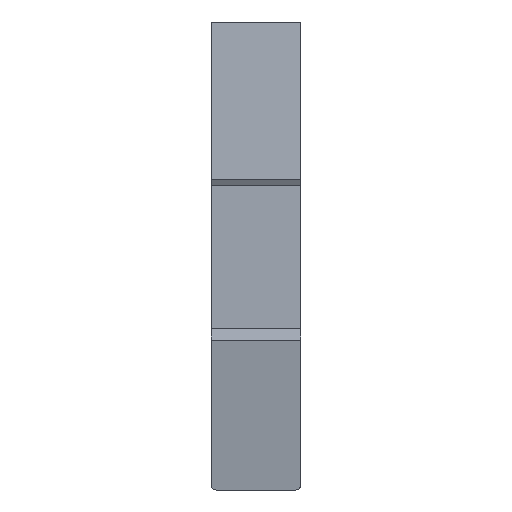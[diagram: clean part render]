
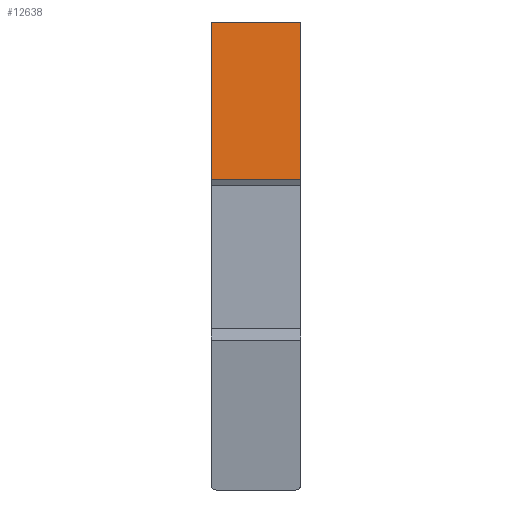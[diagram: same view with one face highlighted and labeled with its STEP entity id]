
A CAD part, front view. The second image highlights one B-rep face of the part: STEP entity #12638.
In plain terms, the highlighted planar face has unit normal (0, -0.997, 0.072).
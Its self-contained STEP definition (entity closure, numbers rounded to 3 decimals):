
#1612 = EDGE_LOOP ( 'NONE', ( #10773, #20176, #30318, #45419 ) ) ;
#2098 = LINE ( 'NONE', #46388, #3278 ) ;
#2759 = LINE ( 'NONE', #21002, #28508 ) ;
#3048 = CARTESIAN_POINT ( 'NONE',  ( 17.5, -34.5, 47.283 ) ) ;
#3278 = VECTOR ( 'NONE', #23677, 1000. ) ;
#3821 = CARTESIAN_POINT ( 'NONE',  ( 17.5, -36.7, 16.64 ) ) ;
#4884 = EDGE_CURVE ( 'NONE', #35180, #5465, #2098, .T. ) ;
#5465 = VERTEX_POINT ( 'NONE', #3821 ) ;
#5664 = AXIS2_PLACEMENT_3D ( 'NONE', #38245, #20364, #20125 ) ;
#5687 = VERTEX_POINT ( 'NONE', #3048 ) ;
#5826 = VERTEX_POINT ( 'NONE', #10981 ) ;
#8520 = VECTOR ( 'NONE', #37523, 1000. ) ;
#9394 = LINE ( 'NONE', #19448, #26053 ) ;
#10773 = ORIENTED_EDGE ( 'NONE', *, *, #19749, .F. ) ;
#10981 = CARTESIAN_POINT ( 'NONE',  ( 0., -34.5, 47.283 ) ) ;
#12638 = ADVANCED_FACE ( 'NONE', ( #15597 ), #27329, .T. ) ;
#15597 = FACE_OUTER_BOUND ( 'NONE', #1612, .T. ) ;
#19448 = CARTESIAN_POINT ( 'NONE',  ( -33.326, -34.5, 47.283 ) ) ;
#19749 = EDGE_CURVE ( 'NONE', #5826, #5687, #9394, .T. ) ;
#20125 = DIRECTION ( 'NONE',  ( 0., -0.072, -0.997 ) ) ;
#20176 = ORIENTED_EDGE ( 'NONE', *, *, #34480, .T. ) ;
#20364 = DIRECTION ( 'NONE',  ( 0., -0.997, 0.072 ) ) ;
#21002 = CARTESIAN_POINT ( 'NONE',  ( 17.5, -36.7, 16.64 ) ) ;
#22767 = CARTESIAN_POINT ( 'NONE',  ( 0., -36.7, 16.64 ) ) ;
#23132 = CARTESIAN_POINT ( 'NONE',  ( 0., -36.7, 16.64 ) ) ;
#23677 = DIRECTION ( 'NONE',  ( 1., 0., 0. ) ) ;
#26053 = VECTOR ( 'NONE', #34170, 1000. ) ;
#27329 = PLANE ( 'NONE',  #5664 ) ;
#28508 = VECTOR ( 'NONE', #46363, 1000. ) ;
#29047 = LINE ( 'NONE', #22767, #8520 ) ;
#30318 = ORIENTED_EDGE ( 'NONE', *, *, #4884, .T. ) ;
#34170 = DIRECTION ( 'NONE',  ( 1., 0., 0. ) ) ;
#34480 = EDGE_CURVE ( 'NONE', #5826, #35180, #29047, .T. ) ;
#35026 = EDGE_CURVE ( 'NONE', #5687, #5465, #2759, .T. ) ;
#35180 = VERTEX_POINT ( 'NONE', #23132 ) ;
#37523 = DIRECTION ( 'NONE',  ( 0., -0.072, -0.997 ) ) ;
#38245 = CARTESIAN_POINT ( 'NONE',  ( -33.326, -36.7, 16.64 ) ) ;
#45419 = ORIENTED_EDGE ( 'NONE', *, *, #35026, .F. ) ;
#46363 = DIRECTION ( 'NONE',  ( 0., -0.072, -0.997 ) ) ;
#46388 = CARTESIAN_POINT ( 'NONE',  ( -33.326, -36.7, 16.64 ) ) ;
